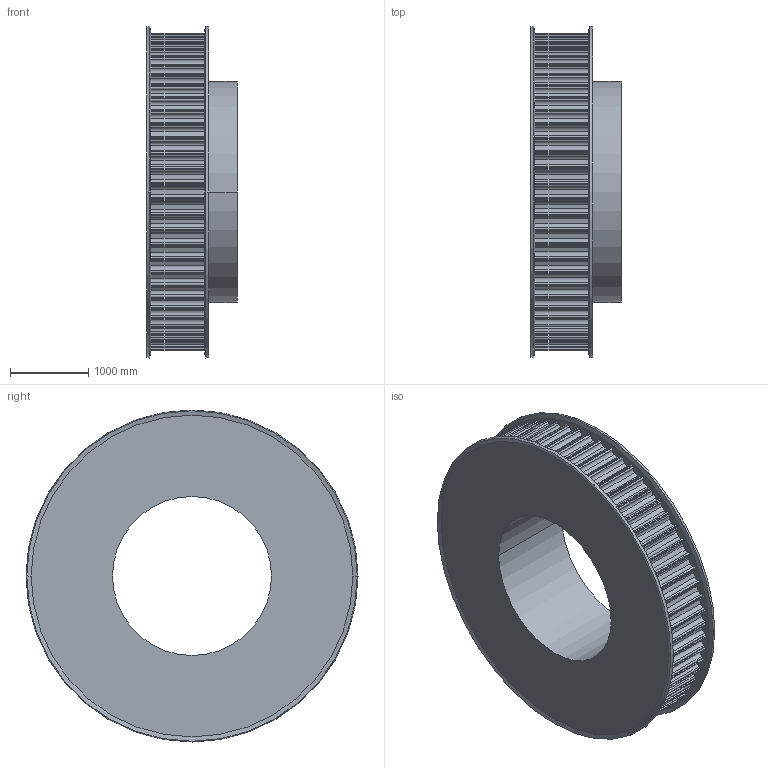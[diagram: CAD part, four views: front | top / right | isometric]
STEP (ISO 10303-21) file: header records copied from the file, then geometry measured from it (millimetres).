
FILE_DESCRIPTION((''),'2;1');
FILE_NAME('BELT_WHEEL_TWO','2026-01-05T14:44:23',('H576696'),('Honeywell International Inc.'),'CREO PARAMETRIC BY PTC INC, 2023134','CREO PARAMETRIC BY PTC INC, 2023134','');
FILE_SCHEMA(('AUTOMOTIVE_DESIGN { 1 0 10303 214 1 1 1 1 }'));
Length unit declared in the file: inch
Products named in the file (1): BELT_WHEEL_TWO
Bounding box: 1157.97 x 4241.2 x 4241.2 mm (x, y, z)
Volume: 8047697351.3 mm3; surface area: 51704607.2 mm2
Topology: 1 solids, 1 shells, 661 faces, 1960 edges, 1304 vertices
Faces by surface type: plane 325, cylinder 324, cone 12
Entity records: 22463 total; most frequent: DIRECTION 3948, CARTESIAN_POINT 3928, ORIENTED_EDGE 3920, EDGE_CURVE 1960, AXIS2_PLACEMENT_3D 1326, VERTEX_POINT 1304, VECTOR 1296, LINE 1296
